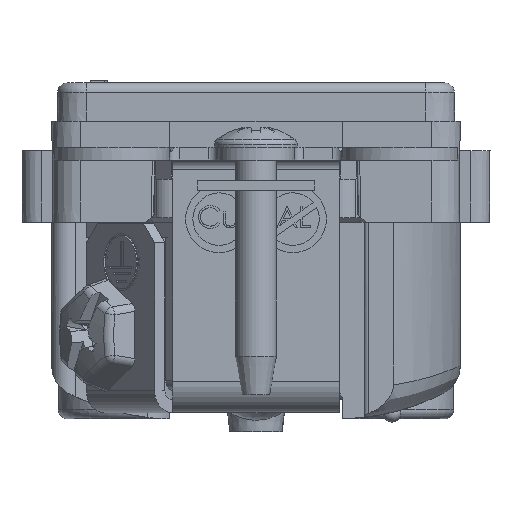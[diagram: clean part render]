
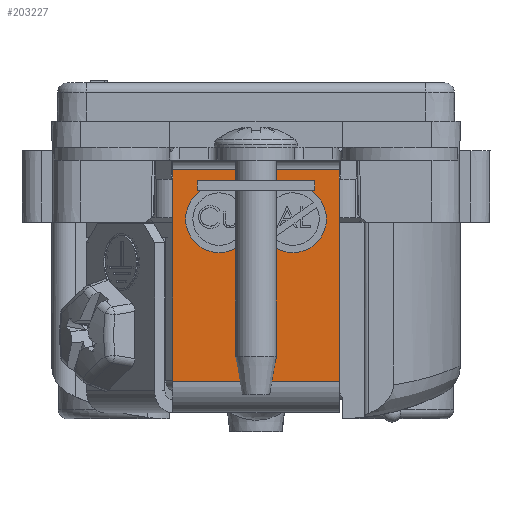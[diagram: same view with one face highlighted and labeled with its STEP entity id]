
A CAD part, front view. The second image highlights one B-rep face of the part: STEP entity #203227.
In plain terms, the highlighted planar face has unit normal (0, -1, 0).
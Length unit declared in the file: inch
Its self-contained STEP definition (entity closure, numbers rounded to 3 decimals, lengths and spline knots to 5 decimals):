
#1732 = VERTEX_POINT ( 'NONE', #68428 ) ;
#3173 = EDGE_CURVE ( 'NONE', #71458, #1732, #187156, .T. ) ;
#9339 = CARTESIAN_POINT ( 'NONE',  ( 0.27, -1.378, 0.122 ) ) ;
#11407 = DIRECTION ( 'NONE',  ( 0., 0., 1. ) ) ;
#12689 = ORIENTED_EDGE ( 'NONE', *, *, #3173, .F. ) ;
#12969 = EDGE_CURVE ( 'NONE', #40240, #40240, #94989, .T. ) ;
#14089 = ORIENTED_EDGE ( 'NONE', *, *, #125969, .F. ) ;
#14585 = LINE ( 'NONE', #112946, #198106 ) ;
#14752 = DIRECTION ( 'NONE',  ( 0., -1., 0. ) ) ;
#15123 = EDGE_CURVE ( 'NONE', #186453, #15335, #41541, .T. ) ;
#15322 = VECTOR ( 'NONE', #168022, 39.37008 ) ;
#15335 = VERTEX_POINT ( 'NONE', #33133 ) ;
#16121 = CARTESIAN_POINT ( 'NONE',  ( -0.54752, -1.378, 0.812 ) ) ;
#16355 = VERTEX_POINT ( 'NONE', #105262 ) ;
#20599 = EDGE_LOOP ( 'NONE', ( #140257, #14089, #85793, #43063, #184484, #194480, #79338, #12689 ) ) ;
#21947 = VERTEX_POINT ( 'NONE', #151094 ) ;
#22792 = VECTOR ( 'NONE', #54862, 39.37008 ) ;
#24876 = CARTESIAN_POINT ( 'NONE',  ( 0.27, -1.378, 0.122 ) ) ;
#25904 = LINE ( 'NONE', #24876, #107523 ) ;
#33133 = CARTESIAN_POINT ( 'NONE',  ( 0.27, -1.378, 0.655 ) ) ;
#37405 = AXIS2_PLACEMENT_3D ( 'NONE', #200612, #71970, #150788 ) ;
#38512 = CARTESIAN_POINT ( 'NONE',  ( -0.27, -1.378, 0.122 ) ) ;
#40240 = VERTEX_POINT ( 'NONE', #119998 ) ;
#40872 = VECTOR ( 'NONE', #171620, 39.37008 ) ;
#41541 = LINE ( 'NONE', #104725, #15322 ) ;
#43063 = ORIENTED_EDGE ( 'NONE', *, *, #193125, .F. ) ;
#48864 = CARTESIAN_POINT ( 'NONE',  ( 0.55637, -1.378, 0.122 ) ) ;
#54862 = DIRECTION ( 'NONE',  ( 0., 0., 1. ) ) ;
#57486 = LINE ( 'NONE', #120701, #170839 ) ;
#62219 = DIRECTION ( 'NONE',  ( 0., 0., 1. ) ) ;
#66367 = EDGE_CURVE ( 'NONE', #189354, #189354, #73763, .T. ) ;
#68428 = CARTESIAN_POINT ( 'NONE',  ( 0.27, -1.378, 0.812 ) ) ;
#71458 = VERTEX_POINT ( 'NONE', #82433 ) ;
#71970 = DIRECTION ( 'NONE',  ( 0., -1., 0. ) ) ;
#73263 = FACE_BOUND ( 'NONE', #75258, .T. ) ;
#73763 = CIRCLE ( 'NONE', #37405, 0.109 ) ;
#75258 = EDGE_LOOP ( 'NONE', ( #87847 ) ) ;
#75422 = CARTESIAN_POINT ( 'NONE',  ( -0.27, -1.378, 0.78 ) ) ;
#77905 = DIRECTION ( 'NONE',  ( 0., 0., 1. ) ) ;
#79338 = ORIENTED_EDGE ( 'NONE', *, *, #131112, .T. ) ;
#82433 = CARTESIAN_POINT ( 'NONE',  ( -0.27, -1.378, 0.812 ) ) ;
#85793 = ORIENTED_EDGE ( 'NONE', *, *, #100693, .T. ) ;
#87847 = ORIENTED_EDGE ( 'NONE', *, *, #66367, .F. ) ;
#89777 = FACE_OUTER_BOUND ( 'NONE', #20599, .T. ) ;
#94989 = CIRCLE ( 'NONE', #191262, 0.109 ) ;
#97495 = DIRECTION ( 'NONE',  ( -1., 0., 0. ) ) ;
#100693 = EDGE_CURVE ( 'NONE', #115186, #16355, #57486, .T. ) ;
#101656 = DIRECTION ( 'NONE',  ( 0., 0., -1. ) ) ;
#104725 = CARTESIAN_POINT ( 'NONE',  ( 0.27, -1.378, 0.85668 ) ) ;
#105262 = CARTESIAN_POINT ( 'NONE',  ( -0.27, -1.378, 0.122 ) ) ;
#105341 = PLANE ( 'NONE',  #165246 ) ;
#107523 = VECTOR ( 'NONE', #11407, 39.37008 ) ;
#112946 = CARTESIAN_POINT ( 'NONE',  ( -0.27, -1.378, 0.57832 ) ) ;
#115186 = VERTEX_POINT ( 'NONE', #182561 ) ;
#117079 = LINE ( 'NONE', #9339, #22792 ) ;
#118681 = CARTESIAN_POINT ( 'NONE',  ( 0.27, -1.378, 0.78 ) ) ;
#119998 = CARTESIAN_POINT ( 'NONE',  ( 0.12, -1.378, 0.759 ) ) ;
#120701 = CARTESIAN_POINT ( 'NONE',  ( -0.27, -1.378, 0.122 ) ) ;
#122222 = VERTEX_POINT ( 'NONE', #75422 ) ;
#125794 = VECTOR ( 'NONE', #97495, 39.37008 ) ;
#125969 = EDGE_CURVE ( 'NONE', #115186, #122222, #14585, .T. ) ;
#126642 = CARTESIAN_POINT ( 'NONE',  ( 0.12, -1.378, 0.65 ) ) ;
#131112 = EDGE_CURVE ( 'NONE', #186453, #1732, #25904, .T. ) ;
#132607 = EDGE_CURVE ( 'NONE', #71458, #122222, #180516, .T. ) ;
#140257 = ORIENTED_EDGE ( 'NONE', *, *, #132607, .T. ) ;
#150788 = DIRECTION ( 'NONE',  ( 0., 0., 1. ) ) ;
#150928 = ORIENTED_EDGE ( 'NONE', *, *, #12969, .F. ) ;
#151094 = CARTESIAN_POINT ( 'NONE',  ( 0.27, -1.378, 0.122 ) ) ;
#162883 = LINE ( 'NONE', #48864, #125794 ) ;
#165246 = AXIS2_PLACEMENT_3D ( 'NONE', #168665, #171698, #198841 ) ;
#168022 = DIRECTION ( 'NONE',  ( 0., 0., -1. ) ) ;
#168665 = CARTESIAN_POINT ( 'NONE',  ( -0.656, -1.378, 0.122 ) ) ;
#170839 = VECTOR ( 'NONE', #197257, 39.37008 ) ;
#171620 = DIRECTION ( 'NONE',  ( 1., 0., 0. ) ) ;
#171698 = DIRECTION ( 'NONE',  ( 0., 1., 0. ) ) ;
#171807 = CARTESIAN_POINT ( 'NONE',  ( -0.12, -1.378, 0.759 ) ) ;
#176441 = EDGE_CURVE ( 'NONE', #21947, #15335, #117079, .T. ) ;
#180516 = LINE ( 'NONE', #38512, #187930 ) ;
#182561 = CARTESIAN_POINT ( 'NONE',  ( -0.27, -1.378, 0.655 ) ) ;
#184484 = ORIENTED_EDGE ( 'NONE', *, *, #176441, .T. ) ;
#184735 = EDGE_LOOP ( 'NONE', ( #150928 ) ) ;
#186453 = VERTEX_POINT ( 'NONE', #118681 ) ;
#187156 = LINE ( 'NONE', #16121, #40872 ) ;
#187243 = FACE_BOUND ( 'NONE', #184735, .T. ) ;
#187930 = VECTOR ( 'NONE', #101656, 39.37008 ) ;
#189354 = VERTEX_POINT ( 'NONE', #171807 ) ;
#191262 = AXIS2_PLACEMENT_3D ( 'NONE', #126642, #14752, #77905 ) ;
#193125 = EDGE_CURVE ( 'NONE', #21947, #16355, #162883, .T. ) ;
#194480 = ORIENTED_EDGE ( 'NONE', *, *, #15123, .F. ) ;
#197257 = DIRECTION ( 'NONE',  ( 0., 0., -1. ) ) ;
#198106 = VECTOR ( 'NONE', #62219, 39.37008 ) ;
#198841 = DIRECTION ( 'NONE',  ( 0., 0., -1. ) ) ;
#200612 = CARTESIAN_POINT ( 'NONE',  ( -0.12, -1.378, 0.65 ) ) ;
#203227 = ADVANCED_FACE ( 'NONE', ( #89777, #187243, #73263 ), #105341, .F. ) ;
